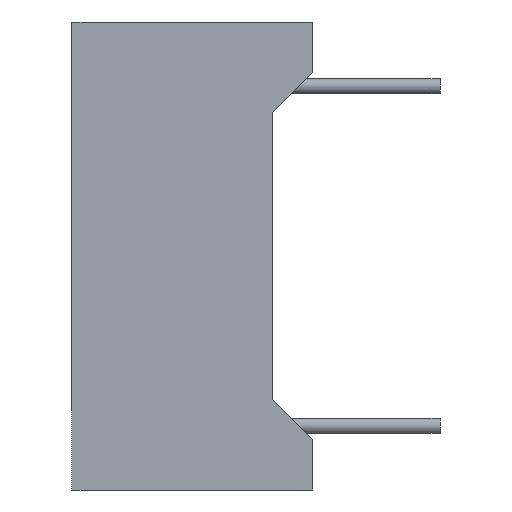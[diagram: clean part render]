
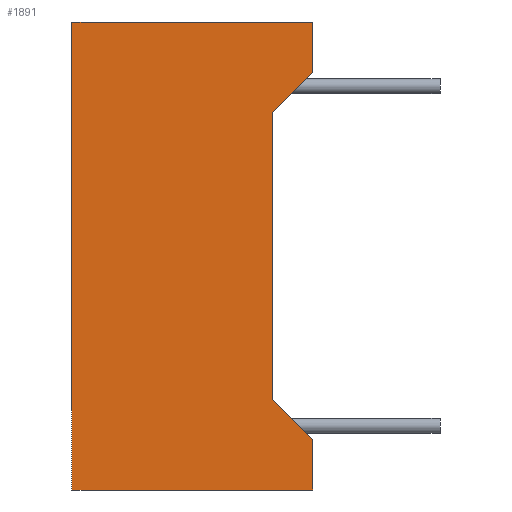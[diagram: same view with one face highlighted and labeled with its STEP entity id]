
A CAD part, left-side view. The second image highlights one B-rep face of the part: STEP entity #1891.
In plain terms, the highlighted planar face has unit normal (-1, 0, 0).
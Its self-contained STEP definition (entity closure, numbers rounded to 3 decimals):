
#262 = VERTEX_POINT('',#263);
#263 = CARTESIAN_POINT('',(-15.,7.2,7.));
#269 = EDGE_CURVE('',#262,#270,#272,.T.);
#270 = VERTEX_POINT('',#271);
#271 = CARTESIAN_POINT('',(-15.,0.,7.));
#272 = LINE('',#273,#274);
#273 = CARTESIAN_POINT('',(-15.,30.953,7.));
#274 = VECTOR('',#275,1.);
#275 = DIRECTION('',(0.,-1.,0.));
#349 = VERTEX_POINT('',#350);
#350 = CARTESIAN_POINT('',(-15.,1.2,4.3));
#356 = EDGE_CURVE('',#349,#357,#359,.T.);
#357 = VERTEX_POINT('',#358);
#358 = CARTESIAN_POINT('',(-15.,1.2,-4.3));
#359 = LINE('',#360,#361);
#360 = CARTESIAN_POINT('',(-15.,1.2,0.));
#361 = VECTOR('',#362,1.);
#362 = DIRECTION('',(0.,0.,-1.));
#1821 = VERTEX_POINT('',#1822);
#1822 = CARTESIAN_POINT('',(-15.,7.2,-7.));
#1828 = EDGE_CURVE('',#262,#1821,#1829,.T.);
#1829 = LINE('',#1830,#1831);
#1830 = CARTESIAN_POINT('',(-15.,7.2,0.));
#1831 = VECTOR('',#1832,1.);
#1832 = DIRECTION('',(0.,0.,-1.));
#1891 = ADVANCED_FACE('',(#1892),#1933,.F.);
#1892 = FACE_BOUND('',#1893,.T.);
#1893 = EDGE_LOOP('',(#1894,#1895,#1903,#1911,#1917,#1918,#1926,#1932));
#1894 = ORIENTED_EDGE('',*,*,#1828,.T.);
#1895 = ORIENTED_EDGE('',*,*,#1896,.T.);
#1896 = EDGE_CURVE('',#1821,#1897,#1899,.T.);
#1897 = VERTEX_POINT('',#1898);
#1898 = CARTESIAN_POINT('',(-15.,0.,-7.));
#1899 = LINE('',#1900,#1901);
#1900 = CARTESIAN_POINT('',(-15.,30.953,-7.));
#1901 = VECTOR('',#1902,1.);
#1902 = DIRECTION('',(0.,-1.,0.));
#1903 = ORIENTED_EDGE('',*,*,#1904,.F.);
#1904 = EDGE_CURVE('',#1905,#1897,#1907,.T.);
#1905 = VERTEX_POINT('',#1906);
#1906 = CARTESIAN_POINT('',(-15.,0.,-5.5));
#1907 = LINE('',#1908,#1909);
#1908 = CARTESIAN_POINT('',(-15.,0.,-5.5));
#1909 = VECTOR('',#1910,1.);
#1910 = DIRECTION('',(0.,0.,-1.));
#1911 = ORIENTED_EDGE('',*,*,#1912,.T.);
#1912 = EDGE_CURVE('',#1905,#357,#1913,.T.);
#1913 = LINE('',#1914,#1915);
#1914 = CARTESIAN_POINT('',(-15.,18.226,12.726));
#1915 = VECTOR('',#1916,1.);
#1916 = DIRECTION('',(0.,0.707,0.707));
#1917 = ORIENTED_EDGE('',*,*,#356,.F.);
#1918 = ORIENTED_EDGE('',*,*,#1919,.F.);
#1919 = EDGE_CURVE('',#1920,#349,#1922,.T.);
#1920 = VERTEX_POINT('',#1921);
#1921 = CARTESIAN_POINT('',(-15.,0.,5.5));
#1922 = LINE('',#1923,#1924);
#1923 = CARTESIAN_POINT('',(-15.,18.226,-12.726));
#1924 = VECTOR('',#1925,1.);
#1925 = DIRECTION('',(0.,0.707,-0.707));
#1926 = ORIENTED_EDGE('',*,*,#1927,.T.);
#1927 = EDGE_CURVE('',#1920,#270,#1928,.T.);
#1928 = LINE('',#1929,#1930);
#1929 = CARTESIAN_POINT('',(-15.,0.,5.5));
#1930 = VECTOR('',#1931,1.);
#1931 = DIRECTION('',(0.,0.,1.));
#1932 = ORIENTED_EDGE('',*,*,#269,.F.);
#1933 = PLANE('',#1934);
#1934 = AXIS2_PLACEMENT_3D('',#1935,#1936,#1937);
#1935 = CARTESIAN_POINT('',(-15.,30.953,0.));
#1936 = DIRECTION('',(1.,0.,0.));
#1937 = DIRECTION('',(0.,0.,1.));
